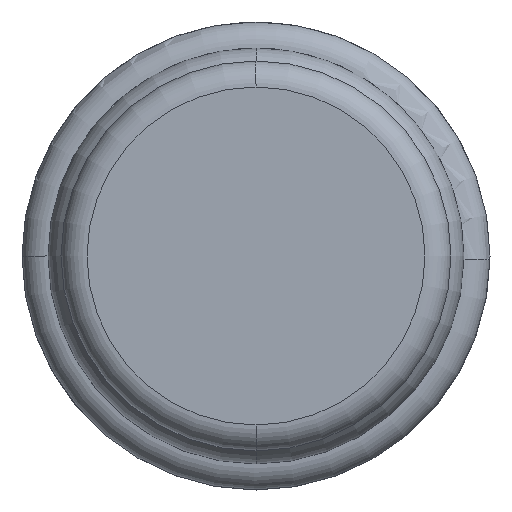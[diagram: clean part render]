
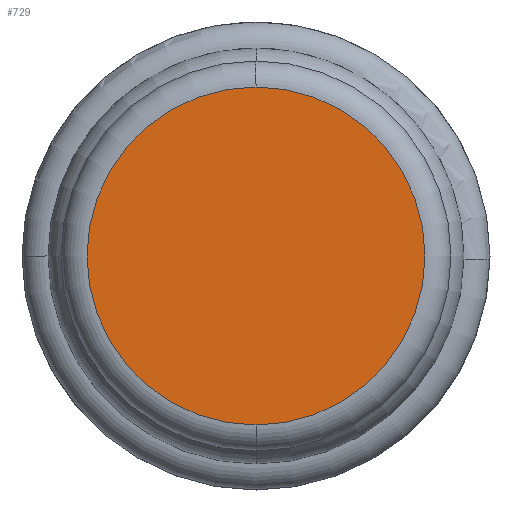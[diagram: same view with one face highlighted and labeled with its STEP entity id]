
A CAD part, front view. The second image highlights one B-rep face of the part: STEP entity #729.
In plain terms, the highlighted planar face has unit normal (0, -1, 0).
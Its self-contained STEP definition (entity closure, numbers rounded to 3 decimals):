
#222=CARTESIAN_POINT('',(0.,-35.5,0.));
#223=DIRECTION('',(0.,1.,0.));
#224=DIRECTION('',(0.,0.,-1.));
#225=AXIS2_PLACEMENT_3D('',#222,#223,#224);
#230=CARTESIAN_POINT('',(0.,-35.5,0.));
#231=DIRECTION('',(0.,1.,0.));
#232=DIRECTION('',(0.,0.,1.));
#233=AXIS2_PLACEMENT_3D('',#230,#231,#232);
#552=CARTESIAN_POINT('',(0.,-35.5,-6.5));
#553=CARTESIAN_POINT('',(0.,-35.5,6.5));
#554=VERTEX_POINT('',#552);
#555=VERTEX_POINT('',#553);
#720=CARTESIAN_POINT('',(0.,-35.5,0.));
#721=DIRECTION('',(0.,-1.,0.));
#722=DIRECTION('',(1.,0.,0.));
#723=AXIS2_PLACEMENT_3D('',#720,#721,#722);
#724=PLANE('',#723);
#725=ORIENTED_EDGE('',*,*,#700,.T.);
#726=ORIENTED_EDGE('',*,*,#714,.T.);
#727=EDGE_LOOP('',(#725,#726));
#728=FACE_OUTER_BOUND('',#727,.F.);
#729=ADVANCED_FACE('',(#728),#724,.T.);
#226=CIRCLE('',#225,6.5);
#234=CIRCLE('',#233,6.5);
#700=EDGE_CURVE('',#554,#555,#226,.T.);
#714=EDGE_CURVE('',#555,#554,#234,.T.);
